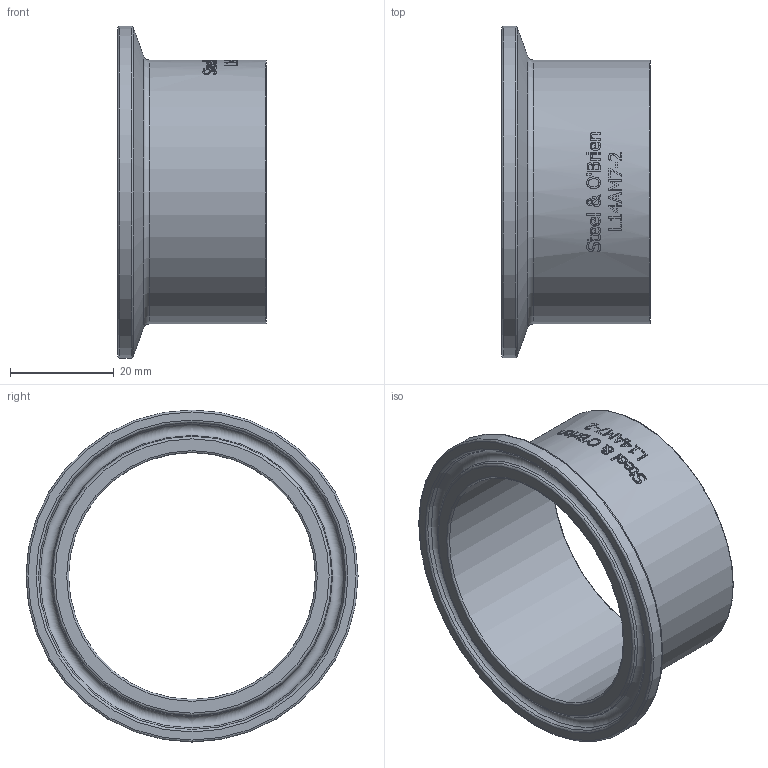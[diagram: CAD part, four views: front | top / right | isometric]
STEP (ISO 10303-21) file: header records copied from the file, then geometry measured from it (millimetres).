
FILE_DESCRIPTION(/* description */ (''),/* implementation_level */ '2;1');
FILE_NAME(/* name */ 'L14AM7-2.stp',/* time_stamp */ '2019-01-08T13:28:05-05:00',/* author */ ('rick'),/* organization */ (''),/* preprocessor_version */ 'ST-DEVELOPER v15.2',/* originating_system */ 'Autodesk Inventor 2014',/* authorisation */ '');
FILE_SCHEMA (('AUTOMOTIVE_DESIGN { 1 0 10303 214 3 1 1 }'));
Length unit declared in the file: inch
Products named in the file (1): L14AM7-2
Bounding box: 28.57 x 63.91 x 63.91 mm (x, y, z)
Volume: 11389 mm3; surface area: 11696.7 mm2
Topology: 1 solids, 1 shells, 332 faces, 879 edges, 582 vertices
Faces by surface type: plane 154, bspline 131, cylinder 35, torus 9, cone 3
Full cylindrical faces by diameter (mm): 47.498 x1, 50.8 x1, 63.906 x1
Entity records: 12712 total; most frequent: CARTESIAN_POINT 5177, ORIENTED_EDGE 1728, DIRECTION 1206, EDGE_CURVE 864, VERTEX_POINT 582, LINE 402, VECTOR 402, AXIS2_PLACEMENT_3D 402
